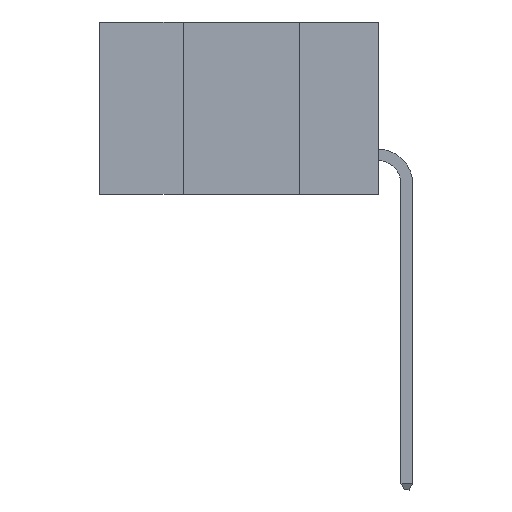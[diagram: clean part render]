
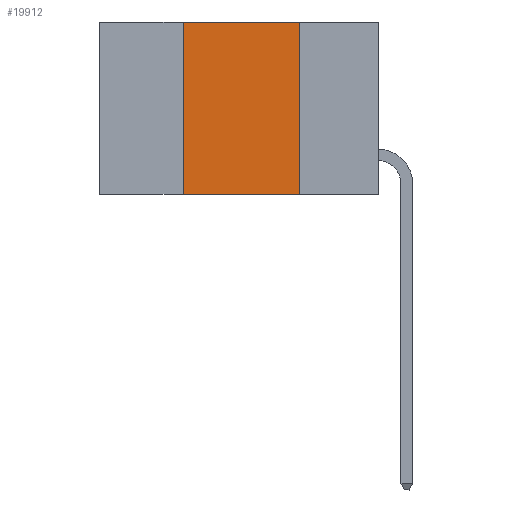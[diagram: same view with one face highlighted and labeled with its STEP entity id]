
A CAD part, left-side view. The second image highlights one B-rep face of the part: STEP entity #19912.
In plain terms, the highlighted planar face has unit normal (-1, 0, 0).
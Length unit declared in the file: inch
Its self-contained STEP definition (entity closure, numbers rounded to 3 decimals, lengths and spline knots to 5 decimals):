
#513 = DIRECTION ( 'NONE',  ( 0., 0., -1. ) ) ;
#954 = CARTESIAN_POINT ( 'NONE',  ( 0., 0.6, 0. ) ) ;
#2190 = CARTESIAN_POINT ( 'NONE',  ( 0., 0.6, -0.37 ) ) ;
#2446 = VERTEX_POINT ( 'NONE', #17529 ) ;
#2495 = VECTOR ( 'NONE', #513, 39.37008 ) ;
#2543 = FACE_OUTER_BOUND ( 'NONE', #4774, .T. ) ;
#2626 = DIRECTION ( 'NONE',  ( 0., -1., 0. ) ) ;
#4379 = ORIENTED_EDGE ( 'NONE', *, *, #10062, .T. ) ;
#4774 = EDGE_LOOP ( 'NONE', ( #15778, #12039, #20931, #4379 ) ) ;
#5508 = CARTESIAN_POINT ( 'NONE',  ( 0., 0.42, 0. ) ) ;
#6369 = LINE ( 'NONE', #12027, #2495 ) ;
#7182 = CARTESIAN_POINT ( 'NONE',  ( 0., 0.42, 0. ) ) ;
#8135 = DIRECTION ( 'NONE',  ( 0., 0., -1. ) ) ;
#9689 = CARTESIAN_POINT ( 'NONE',  ( 0., 0.6, 0. ) ) ;
#10062 = EDGE_CURVE ( 'NONE', #16342, #2446, #15715, .T. ) ;
#10468 = DIRECTION ( 'NONE',  ( 0., 0., 1. ) ) ;
#11153 = EDGE_CURVE ( 'NONE', #16342, #11930, #18026, .T. ) ;
#11322 = PLANE ( 'NONE',  #15626 ) ;
#11478 = LINE ( 'NONE', #954, #19393 ) ;
#11930 = VERTEX_POINT ( 'NONE', #5508 ) ;
#12027 = CARTESIAN_POINT ( 'NONE',  ( 0., 0.17, 0. ) ) ;
#12039 = ORIENTED_EDGE ( 'NONE', *, *, #13465, .F. ) ;
#13292 = EDGE_CURVE ( 'NONE', #16530, #2446, #6369, .T. ) ;
#13465 = EDGE_CURVE ( 'NONE', #11930, #16530, #11478, .T. ) ;
#15626 = AXIS2_PLACEMENT_3D ( 'NONE', #9689, #17721, #8135 ) ;
#15715 = LINE ( 'NONE', #2190, #19385 ) ;
#15778 = ORIENTED_EDGE ( 'NONE', *, *, #13292, .F. ) ;
#16342 = VERTEX_POINT ( 'NONE', #17208 ) ;
#16530 = VERTEX_POINT ( 'NONE', #17611 ) ;
#16821 = DIRECTION ( 'NONE',  ( 0., -1., 0. ) ) ;
#17208 = CARTESIAN_POINT ( 'NONE',  ( 0., 0.42, -0.37 ) ) ;
#17529 = CARTESIAN_POINT ( 'NONE',  ( 0., 0.17, -0.37 ) ) ;
#17611 = CARTESIAN_POINT ( 'NONE',  ( 0., 0.17, 0. ) ) ;
#17721 = DIRECTION ( 'NONE',  ( 1., 0., 0. ) ) ;
#18026 = LINE ( 'NONE', #7182, #20711 ) ;
#19385 = VECTOR ( 'NONE', #16821, 39.37008 ) ;
#19393 = VECTOR ( 'NONE', #2626, 39.37008 ) ;
#19912 = ADVANCED_FACE ( 'NONE', ( #2543 ), #11322, .F. ) ;
#20711 = VECTOR ( 'NONE', #10468, 39.37008 ) ;
#20931 = ORIENTED_EDGE ( 'NONE', *, *, #11153, .F. ) ;
